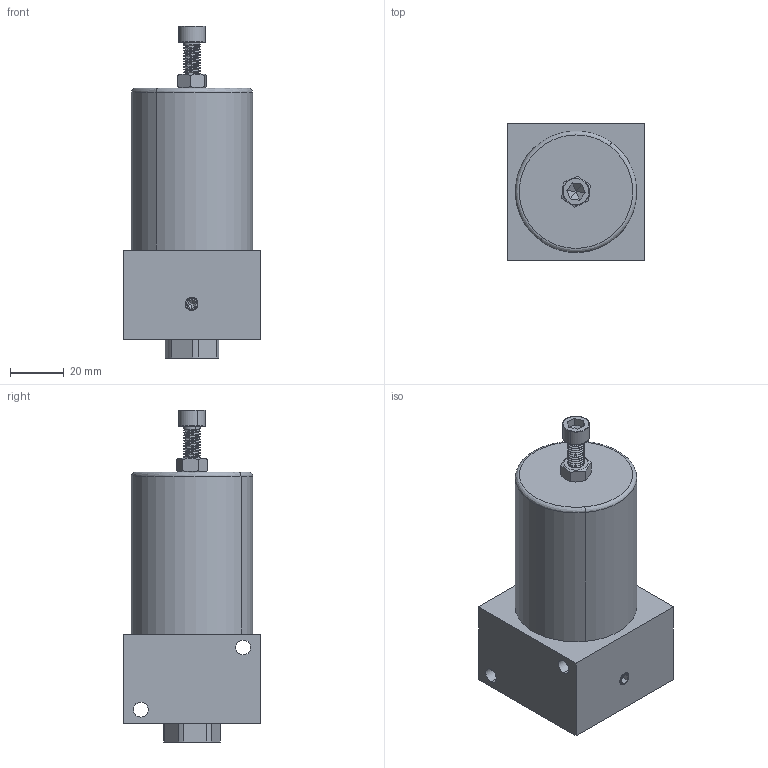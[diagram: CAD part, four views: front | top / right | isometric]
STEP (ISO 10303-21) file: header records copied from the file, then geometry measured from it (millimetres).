
FILE_DESCRIPTION (( 'STEP AP214' ), '1' );
FILE_NAME ('CPRV-M-021.STEP', '2019-04-13T03:30:15', ( '' ), ( '' ), 'SwSTEP 2.0', 'SolidWorks 2016', '' );
FILE_SCHEMA (( 'AUTOMOTIVE_DESIGN' ));
Length unit declared in the file: millimetre
Products named in the file (9): M6x30; CPRV-M-021; CPRV-021-10; CPRV-M-021-01; CPRV-021-01; M6蹟譫; 詩紩; M5; CPRV-021-07
Assembly tree (9 placements, depth 2):
  CPRV-M-021
    M6x30
    CPRV-021-07
    M5  x2
    詩紩
    M6蹟譫
    CPRV-021-01
    CPRV-M-021-01
    CPRV-021-10
Bounding box: 51 x 51 x 123 mm (x, y, z)
Volume: 150509.6 mm3; surface area: 40522.1 mm2
Topology: 9 solids, 9 shells, 399 faces, 1042 edges, 676 vertices
Faces by surface type: cylinder 254, plane 98, bspline 26, cone 21
Entity records: 22406 total; most frequent: CARTESIAN_POINT 14316, ORIENTED_EDGE 1886, DIRECTION 1353, EDGE_CURVE 943, VERTEX_POINT 616, AXIS2_PLACEMENT_3D 499, EDGE_LOOP 397, ADVANCED_FACE 361
